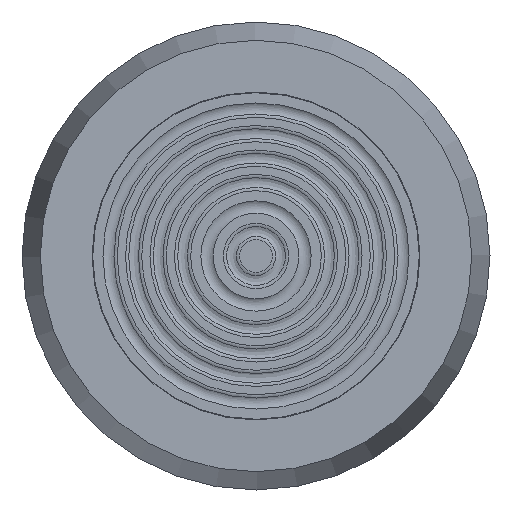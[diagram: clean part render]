
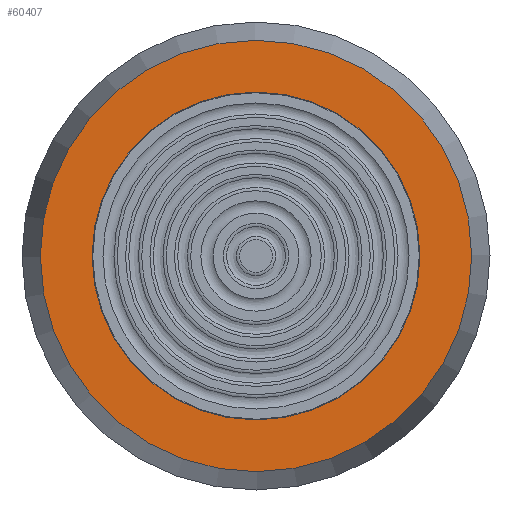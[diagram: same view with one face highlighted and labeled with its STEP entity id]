
A CAD part, left-side view. The second image highlights one B-rep face of the part: STEP entity #60407.
In plain terms, the highlighted planar face has unit normal (-1, 0, 0).
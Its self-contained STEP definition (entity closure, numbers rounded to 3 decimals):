
#4498=FACE_BOUND('',#15671,.T.);
#7715=PLANE('',#68300);
#11616=FACE_OUTER_BOUND('',#15670,.T.);
#15670=EDGE_LOOP('',(#56009));
#15671=EDGE_LOOP('',(#56010));
#16505=CIRCLE('',#68291,24.);
#16510=CIRCLE('',#68301,31.571);
#28773=VERTEX_POINT('',#137963);
#28775=VERTEX_POINT('',#137976);
#37861=EDGE_CURVE('',#28773,#28773,#16505,.T.);
#37867=EDGE_CURVE('',#28775,#28775,#16510,.T.);
#56009=ORIENTED_EDGE('',*,*,#37867,.F.);
#56010=ORIENTED_EDGE('',*,*,#37861,.T.);
#60407=ADVANCED_FACE('',(#11616,#4498),#7715,.T.);
#68291=AXIS2_PLACEMENT_3D('',#137964,#86372,#86373);
#68300=AXIS2_PLACEMENT_3D('',#137975,#86391,#86392);
#68301=AXIS2_PLACEMENT_3D('',#137977,#86393,#86394);
#86372=DIRECTION('center_axis',(1.,0.,0.));
#86373=DIRECTION('ref_axis',(0.,1.,0.));
#86391=DIRECTION('center_axis',(-1.,0.,0.));
#86392=DIRECTION('ref_axis',(0.,0.,1.));
#86393=DIRECTION('center_axis',(1.,0.,0.));
#86394=DIRECTION('ref_axis',(0.,0.,-1.));
#137963=CARTESIAN_POINT('',(-31.,-24.,0.));
#137964=CARTESIAN_POINT('Origin',(-31.,0.,0.));
#137975=CARTESIAN_POINT('Origin',(-31.,31.571,0.));
#137976=CARTESIAN_POINT('',(-31.,-31.571,0.));
#137977=CARTESIAN_POINT('Origin',(-31.,0.,0.));
